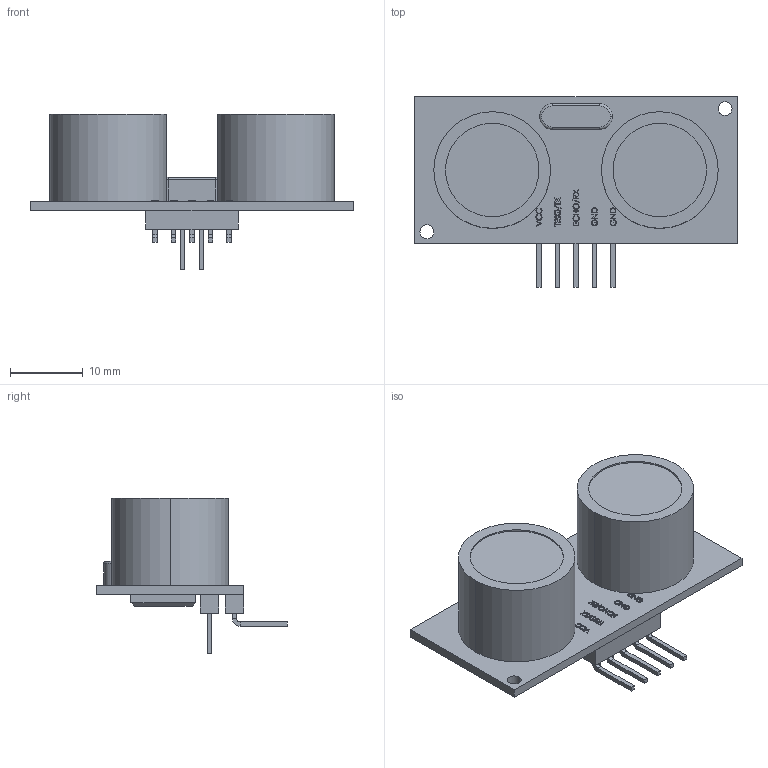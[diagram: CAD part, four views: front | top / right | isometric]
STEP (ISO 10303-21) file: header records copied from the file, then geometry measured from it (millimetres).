
FILE_DESCRIPTION (( 'STEP AP214' ), '1' );
FILE_NAME ('US-100 Sonar Sensor without Jumper STEP.STEP', '2021-06-15T16:44:12', ( '' ), ( '' ), 'SwSTEP 2.0', 'SolidWorks 2021', '' );
FILE_SCHEMA (( 'AUTOMOTIVE_DESIGN' ));
Length unit declared in the file: millimetre
Products named in the file (1): US-100 Sonar Sensor without Jumper STEP
Bounding box: 44.2 x 26.18 x 21.39 mm (x, y, z)
Volume: 6177.5 mm3; surface area: 3696.7 mm2
Topology: 4 solids, 4 shells, 399 faces, 1005 edges, 654 vertices
Faces by surface type: plane 283, bspline 86, cylinder 27, torus 3
Entity records: 18669 total; most frequent: CARTESIAN_POINT 8225, ORIENTED_EDGE 2010, DIRECTION 1520, EDGE_CURVE 1005, VECTOR 774, LINE 774, VERTEX_POINT 654, EDGE_LOOP 443
